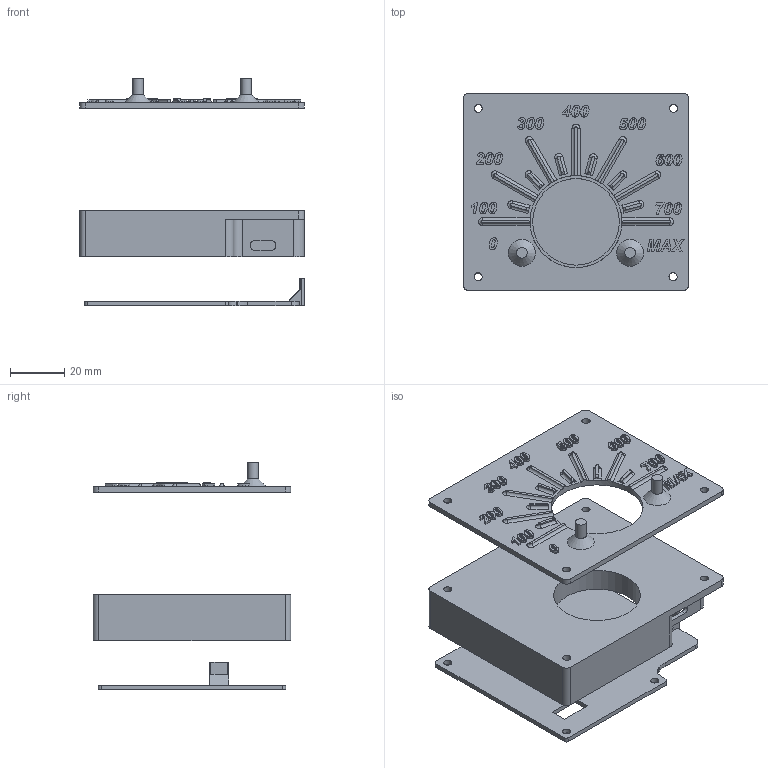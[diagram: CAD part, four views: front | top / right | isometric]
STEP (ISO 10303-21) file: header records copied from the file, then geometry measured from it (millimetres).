
FILE_DESCRIPTION(/* description */ (''),/* implementation_level */ '2;1');
FILE_NAME(/* name */ 'display_node.stp',/* time_stamp */ '2024-07-11T21:19:24+08:00',/* author */ (''),/* organization */ (''),/* preprocessor_version */ 'ST-DEVELOPER v15.2',/* originating_system */ 'Autodesk Translator Framework v2.0.0.5431',/* authorisation */ '');
FILE_SCHEMA (('AUTOMOTIVE_DESIGN { 1 0 10303 214 3 1 1 }'));
Length unit declared in the file: centimetre
Products named in the file (1): 仪表盘
Bounding box: 83 x 73 x 84 mm (x, y, z)
Volume: 47274.7 mm3; surface area: 45845.9 mm2
Topology: 5 solids, 5 shells, 738 faces, 2013 edges, 1339 vertices
Faces by surface type: bspline 404, plane 216, cylinder 97, torus 19, cone 2
Full cylindrical faces by diameter (mm): 3 x14, 4 x2, 10 x2, 32 x1, 34 x1, 36 x1
Entity records: 27215 total; most frequent: CARTESIAN_POINT 11286, ORIENTED_EDGE 3968, DIRECTION 2006, EDGE_CURVE 1984, VERTEX_POINT 1333, LINE 916, VECTOR 916, B_SPLINE_CURVE_WITH_KNOTS 858
